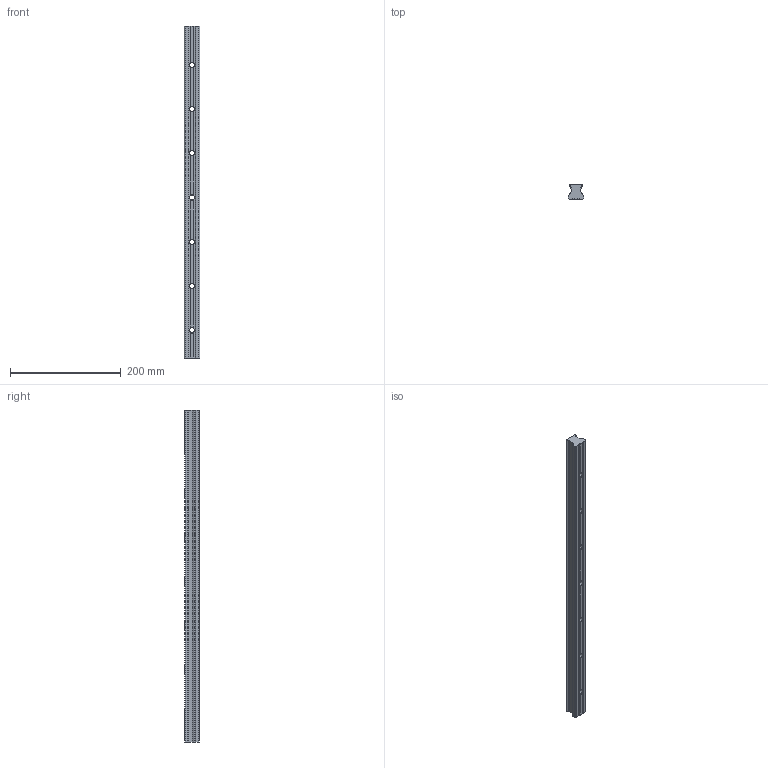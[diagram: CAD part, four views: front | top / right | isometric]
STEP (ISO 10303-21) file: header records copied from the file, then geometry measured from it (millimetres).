
FILE_DESCRIPTION (( 'STEP AP203' ), '1' );
FILE_NAME ('AR30-rail.STEP', '2013-06-05T09:45:48', ( 'CPC-1' ), ( '' ), 'SwSTEP 2.0', 'SolidWorks 2010', '' );
FILE_SCHEMA (( 'CONFIG_CONTROL_DESIGN' ));
Length unit declared in the file: millimetre
Products named in the file (1): AR30-rail
Bounding box: 28 x 27 x 600 mm (x, y, z)
Volume: 336780.7 mm3; surface area: 74281.7 mm2
Topology: 1 solids, 1 shells, 192 faces, 528 edges, 338 vertices
Faces by surface type: cylinder 92, plane 58, cone 42
Entity records: 6331 total; most frequent: CARTESIAN_POINT 1367, ORIENTED_EDGE 1056, DIRECTION 1028, EDGE_CURVE 528, AXIS2_PLACEMENT_3D 391, VERTEX_POINT 338, LINE 246, VECTOR 246
